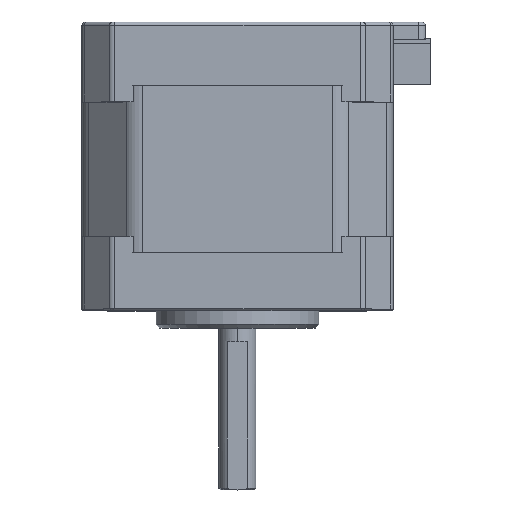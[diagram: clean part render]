
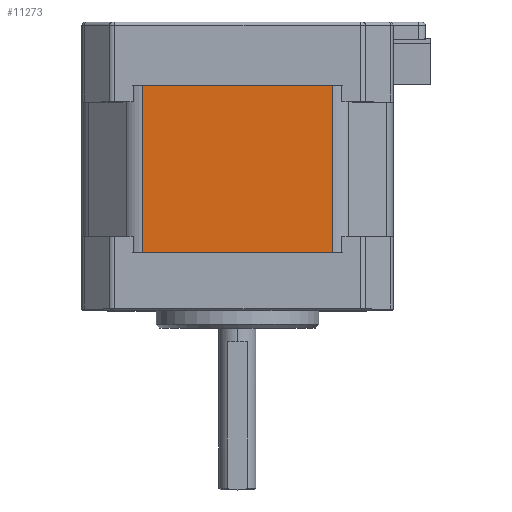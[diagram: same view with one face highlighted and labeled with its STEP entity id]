
A CAD part, top view. The second image highlights one B-rep face of the part: STEP entity #11273.
In plain terms, the highlighted planar face has unit normal (0, 0, 1).
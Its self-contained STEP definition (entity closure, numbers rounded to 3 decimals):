
#21 = EDGE_CURVE ( 'NONE', #4174, #6424, #12002, .T. ) ;
#727 = DIRECTION ( 'NONE',  ( 0., 1., 0. ) ) ;
#875 = ORIENTED_EDGE ( 'NONE', *, *, #21, .T. ) ;
#1027 = VECTOR ( 'NONE', #11754, 1000. ) ;
#1584 = DIRECTION ( 'NONE',  ( 0., 0., 1. ) ) ;
#1861 = CARTESIAN_POINT ( 'NONE',  ( -12.857, 0., 21. ) ) ;
#1975 = DIRECTION ( 'NONE',  ( 1., 0., 0. ) ) ;
#3504 = CARTESIAN_POINT ( 'NONE',  ( -12.857, 0., 21. ) ) ;
#3677 = CARTESIAN_POINT ( 'NONE',  ( 12.857, 22.55, 21. ) ) ;
#4174 = VERTEX_POINT ( 'NONE', #12755 ) ;
#4280 = VERTEX_POINT ( 'NONE', #3677 ) ;
#4423 = LINE ( 'NONE', #11885, #1027 ) ;
#4733 = VECTOR ( 'NONE', #1975, 1000. ) ;
#6116 = EDGE_CURVE ( 'NONE', #6424, #4280, #4423, .T. ) ;
#6370 = ORIENTED_EDGE ( 'NONE', *, *, #6116, .T. ) ;
#6424 = VERTEX_POINT ( 'NONE', #13346 ) ;
#6720 = ORIENTED_EDGE ( 'NONE', *, *, #11736, .F. ) ;
#6789 = LINE ( 'NONE', #10279, #8934 ) ;
#6904 = AXIS2_PLACEMENT_3D ( 'NONE', #1861, #1584, #10220 ) ;
#8073 = CARTESIAN_POINT ( 'NONE',  ( -12.857, 22.55, 21. ) ) ;
#8553 = DIRECTION ( 'NONE',  ( 1., 0., 0. ) ) ;
#8934 = VECTOR ( 'NONE', #727, 1000. ) ;
#9291 = ORIENTED_EDGE ( 'NONE', *, *, #12382, .F. ) ;
#10220 = DIRECTION ( 'NONE',  ( 1., 0., 0. ) ) ;
#10279 = CARTESIAN_POINT ( 'NONE',  ( -12.857, 0., 21. ) ) ;
#11273 = ADVANCED_FACE ( 'NONE', ( #13510 ), #12304, .T. ) ;
#11736 = EDGE_CURVE ( 'NONE', #4174, #12643, #6789, .T. ) ;
#11754 = DIRECTION ( 'NONE',  ( 0., 1., 0. ) ) ;
#11885 = CARTESIAN_POINT ( 'NONE',  ( 12.857, 0., 21. ) ) ;
#12002 = LINE ( 'NONE', #3504, #13120 ) ;
#12304 = PLANE ( 'NONE',  #6904 ) ;
#12382 = EDGE_CURVE ( 'NONE', #12643, #4280, #13760, .T. ) ;
#12643 = VERTEX_POINT ( 'NONE', #8073 ) ;
#12696 = CARTESIAN_POINT ( 'NONE',  ( -12.857, 22.55, 21. ) ) ;
#12755 = CARTESIAN_POINT ( 'NONE',  ( -12.857, 0., 21. ) ) ;
#13027 = EDGE_LOOP ( 'NONE', ( #9291, #6720, #875, #6370 ) ) ;
#13120 = VECTOR ( 'NONE', #8553, 1000. ) ;
#13346 = CARTESIAN_POINT ( 'NONE',  ( 12.857, 0., 21. ) ) ;
#13510 = FACE_OUTER_BOUND ( 'NONE', #13027, .T. ) ;
#13760 = LINE ( 'NONE', #12696, #4733 ) ;
